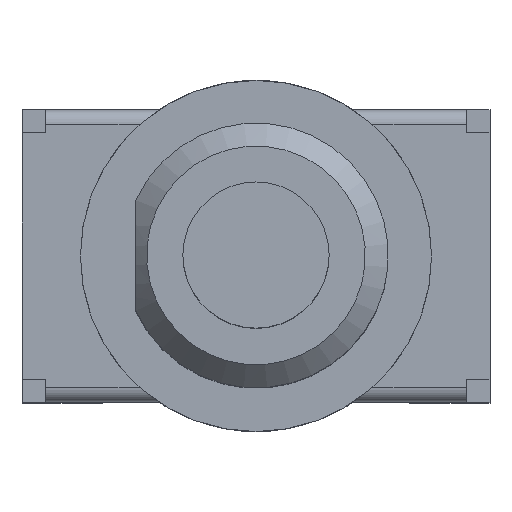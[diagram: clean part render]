
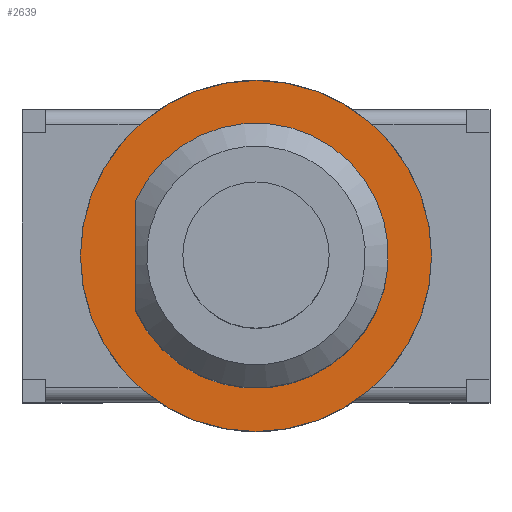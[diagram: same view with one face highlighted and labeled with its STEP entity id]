
A CAD part, top view. The second image highlights one B-rep face of the part: STEP entity #2639.
In plain terms, the highlighted planar face has unit normal (0, 0, 1).
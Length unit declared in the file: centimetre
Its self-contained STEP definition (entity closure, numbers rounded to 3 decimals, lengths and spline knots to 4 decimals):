
#77=FACE_BOUND('',#319,.T.);
#91=CIRCLE('',#2809,0.23);
#92=CIRCLE('',#2811,0.305);
#170=FACE_OUTER_BOUND('',#318,.T.);
#318=EDGE_LOOP('',(#1763));
#319=EDGE_LOOP('',(#1764,#1765));
#474=LINE('',#3732,#775);
#775=VECTOR('',#3038,1.);
#1076=VERTEX_POINT('',#3729);
#1077=VERTEX_POINT('',#3731);
#1078=VERTEX_POINT('',#3738);
#1340=EDGE_CURVE('',#1077,#1076,#474,.T.);
#1342=EDGE_CURVE('',#1076,#1077,#91,.T.);
#1343=EDGE_CURVE('',#1078,#1078,#92,.T.);
#1763=ORIENTED_EDGE('',*,*,#1343,.F.);
#1764=ORIENTED_EDGE('',*,*,#1340,.T.);
#1765=ORIENTED_EDGE('',*,*,#1342,.T.);
#2524=PLANE('',#2810);
#2639=ADVANCED_FACE('',(#170,#77),#2524,.F.);
#2809=AXIS2_PLACEMENT_3D('',#3736,#3044,#3045);
#2810=AXIS2_PLACEMENT_3D('',#3737,#3046,#3047);
#2811=AXIS2_PLACEMENT_3D('',#3739,#3048,#3049);
#3038=DIRECTION('',(0.,1.,0.));
#3044=DIRECTION('center_axis',(0.,0.,
-1.));
#3045=DIRECTION('ref_axis',(0.909,0.417,0.));
#3046=DIRECTION('center_axis',(0.,0.,
-1.));
#3047=DIRECTION('ref_axis',(1.,0.,0.));
#3048=DIRECTION('center_axis',(0.,0.,
-1.));
#3049=DIRECTION('ref_axis',(1.,0.,0.));
#3729=CARTESIAN_POINT('',(-0.209,0.096,0.784));
#3731=CARTESIAN_POINT('',(-0.209,-0.096,0.784));
#3732=CARTESIAN_POINT('',(-0.209,-0.048,0.784));
#3736=CARTESIAN_POINT('Origin',(0.,0.,
0.784));
#3737=CARTESIAN_POINT('Origin',(0.,0.,
0.784));
#3738=CARTESIAN_POINT('',(-0.305,0.,0.784));
#3739=CARTESIAN_POINT('Origin',(0.,0.,
0.784));
